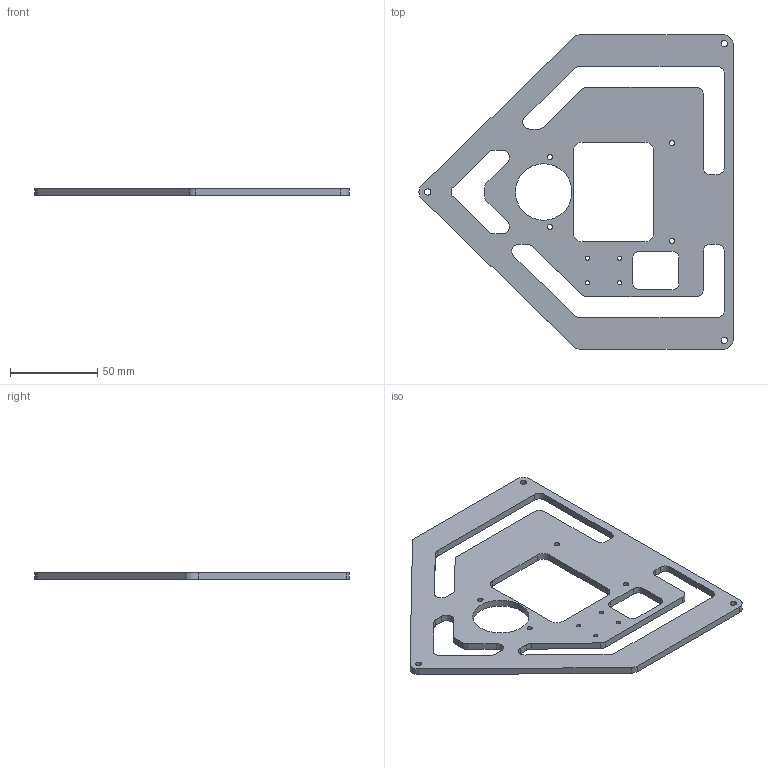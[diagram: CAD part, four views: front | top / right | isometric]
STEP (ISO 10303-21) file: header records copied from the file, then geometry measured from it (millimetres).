
FILE_DESCRIPTION(('FreeCAD Model'),'2;1');
FILE_NAME('Open CASCADE Shape Model','2026-01-10T21:45:22',('Author'),( ''),'Open CASCADE STEP processor 7.8','FreeCAD','Unknown');
FILE_SCHEMA(('AUTOMOTIVE_DESIGN { 1 0 10303 214 1 1 1 1 }'));
Length unit declared in the file: millimetre
Products named in the file (1): Roof
Bounding box: 180 x 180 x 4 mm (x, y, z)
Volume: 62498.2 mm3; surface area: 39239.3 mm2
Topology: 1 solids, 1 shells, 163 faces, 450 edges, 300 vertices
Faces by surface type: plane 115, cylinder 48
Full cylindrical faces by diameter (mm): 2.4 x4, 3 x4, 3.6 x3, 32.4 x1
Entity records: 5270 total; most frequent: CARTESIAN_POINT 914, ORIENTED_EDGE 900, DIRECTION 874, EDGE_CURVE 450, LINE 354, VECTOR 354, VERTEX_POINT 300, AXIS2_PLACEMENT_3D 260
